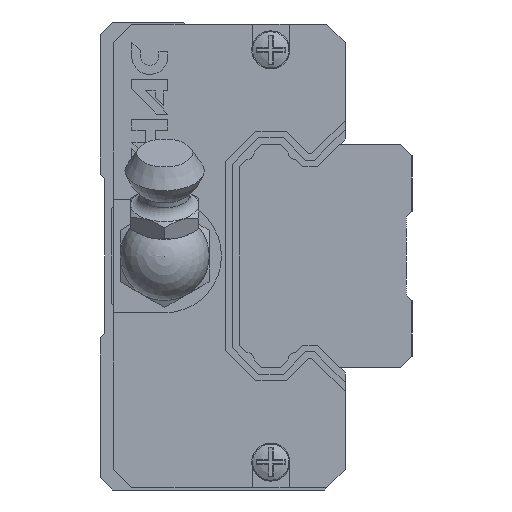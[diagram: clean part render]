
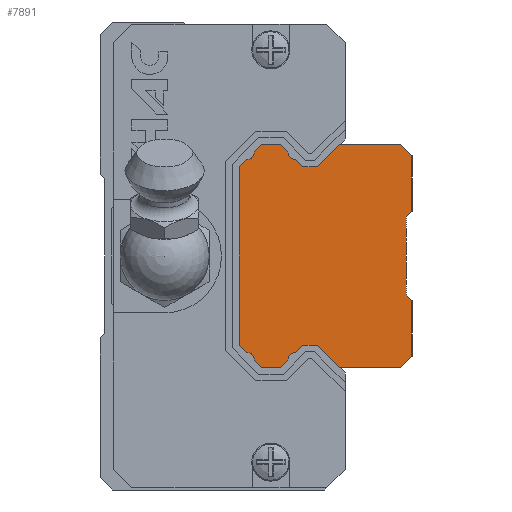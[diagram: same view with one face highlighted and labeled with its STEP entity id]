
A CAD part, left-side view. The second image highlights one B-rep face of the part: STEP entity #7891.
In plain terms, the highlighted planar face has unit normal (-1, 0, 0).
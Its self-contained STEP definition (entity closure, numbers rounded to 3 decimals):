
#136=CIRCLE('',#8390,0.654);
#140=CIRCLE('',#8410,0.654);
#142=CIRCLE('',#8416,0.654);
#150=CIRCLE('',#8428,0.654);
#533=ORIENTED_EDGE('',*,*,#2642,.F.);
#534=ORIENTED_EDGE('',*,*,#2769,.T.);
#535=ORIENTED_EDGE('',*,*,#2766,.F.);
#536=ORIENTED_EDGE('',*,*,#2720,.F.);
#537=ORIENTED_EDGE('',*,*,#2717,.F.);
#538=ORIENTED_EDGE('',*,*,#2714,.T.);
#539=ORIENTED_EDGE('',*,*,#2711,.F.);
#540=ORIENTED_EDGE('',*,*,#2708,.F.);
#541=ORIENTED_EDGE('',*,*,#2705,.F.);
#542=ORIENTED_EDGE('',*,*,#2702,.T.);
#543=ORIENTED_EDGE('',*,*,#2699,.F.);
#544=ORIENTED_EDGE('',*,*,#2696,.F.);
#545=ORIENTED_EDGE('',*,*,#2693,.F.);
#546=ORIENTED_EDGE('',*,*,#2690,.F.);
#547=ORIENTED_EDGE('',*,*,#2687,.F.);
#548=ORIENTED_EDGE('',*,*,#2684,.F.);
#549=ORIENTED_EDGE('',*,*,#2681,.F.);
#550=ORIENTED_EDGE('',*,*,#2678,.F.);
#551=ORIENTED_EDGE('',*,*,#2673,.F.);
#552=ORIENTED_EDGE('',*,*,#2670,.F.);
#553=ORIENTED_EDGE('',*,*,#2667,.F.);
#554=ORIENTED_EDGE('',*,*,#2664,.F.);
#555=ORIENTED_EDGE('',*,*,#2661,.F.);
#556=ORIENTED_EDGE('',*,*,#2658,.F.);
#557=ORIENTED_EDGE('',*,*,#2655,.F.);
#558=ORIENTED_EDGE('',*,*,#2652,.T.);
#559=ORIENTED_EDGE('',*,*,#2649,.F.);
#560=ORIENTED_EDGE('',*,*,#2646,.F.);
#2642=EDGE_CURVE('',#3789,#3790,#4564,.T.);
#2646=EDGE_CURVE('',#3790,#3793,#4568,.T.);
#2649=EDGE_CURVE('',#3793,#3795,#4571,.T.);
#2652=EDGE_CURVE('',#3797,#3795,#136,.T.);
#2655=EDGE_CURVE('',#3797,#3799,#4575,.T.);
#2658=EDGE_CURVE('',#3799,#3801,#4578,.T.);
#2661=EDGE_CURVE('',#3801,#3803,#4581,.T.);
#2664=EDGE_CURVE('',#3803,#3805,#4584,.T.);
#2667=EDGE_CURVE('',#3805,#3807,#4587,.T.);
#2670=EDGE_CURVE('',#3807,#3809,#4590,.T.);
#2673=EDGE_CURVE('',#3809,#3811,#4593,.T.);
#2678=EDGE_CURVE('',#3811,#3815,#4596,.T.);
#2681=EDGE_CURVE('',#3815,#3817,#4599,.T.);
#2684=EDGE_CURVE('',#3817,#3819,#4602,.T.);
#2687=EDGE_CURVE('',#3819,#3821,#4605,.T.);
#2690=EDGE_CURVE('',#3821,#3823,#4608,.T.);
#2693=EDGE_CURVE('',#3823,#3825,#4611,.T.);
#2696=EDGE_CURVE('',#3825,#3827,#4614,.T.);
#2699=EDGE_CURVE('',#3827,#3829,#4617,.T.);
#2702=EDGE_CURVE('',#3831,#3829,#140,.T.);
#2705=EDGE_CURVE('',#3831,#3833,#4621,.T.);
#2708=EDGE_CURVE('',#3833,#3835,#4624,.T.);
#2711=EDGE_CURVE('',#3835,#3837,#4627,.T.);
#2714=EDGE_CURVE('',#3839,#3837,#142,.T.);
#2717=EDGE_CURVE('',#3839,#3841,#4631,.T.);
#2720=EDGE_CURVE('',#3841,#3843,#4634,.T.);
#2766=EDGE_CURVE('',#3843,#3888,#4674,.T.);
#2769=EDGE_CURVE('',#3789,#3888,#150,.T.);
#3789=VERTEX_POINT('',#11179);
#3790=VERTEX_POINT('',#11180);
#3793=VERTEX_POINT('',#11188);
#3795=VERTEX_POINT('',#11194);
#3797=VERTEX_POINT('',#11200);
#3799=VERTEX_POINT('',#11206);
#3801=VERTEX_POINT('',#11212);
#3803=VERTEX_POINT('',#11218);
#3805=VERTEX_POINT('',#11224);
#3807=VERTEX_POINT('',#11230);
#3809=VERTEX_POINT('',#11236);
#3811=VERTEX_POINT('',#11242);
#3815=VERTEX_POINT('',#11252);
#3817=VERTEX_POINT('',#11258);
#3819=VERTEX_POINT('',#11264);
#3821=VERTEX_POINT('',#11270);
#3823=VERTEX_POINT('',#11276);
#3825=VERTEX_POINT('',#11282);
#3827=VERTEX_POINT('',#11288);
#3829=VERTEX_POINT('',#11294);
#3831=VERTEX_POINT('',#11300);
#3833=VERTEX_POINT('',#11306);
#3835=VERTEX_POINT('',#11312);
#3837=VERTEX_POINT('',#11318);
#3839=VERTEX_POINT('',#11324);
#3841=VERTEX_POINT('',#11330);
#3843=VERTEX_POINT('',#11336);
#3888=VERTEX_POINT('',#11428);
#4564=LINE('',#11178,#5528);
#4568=LINE('',#11187,#5532);
#4571=LINE('',#11193,#5535);
#4575=LINE('',#11205,#5539);
#4578=LINE('',#11211,#5542);
#4581=LINE('',#11217,#5545);
#4584=LINE('',#11223,#5548);
#4587=LINE('',#11229,#5551);
#4590=LINE('',#11235,#5554);
#4593=LINE('',#11241,#5557);
#4596=LINE('',#11251,#5560);
#4599=LINE('',#11257,#5563);
#4602=LINE('',#11263,#5566);
#4605=LINE('',#11269,#5569);
#4608=LINE('',#11275,#5572);
#4611=LINE('',#11281,#5575);
#4614=LINE('',#11287,#5578);
#4617=LINE('',#11293,#5581);
#4621=LINE('',#11305,#5585);
#4624=LINE('',#11311,#5588);
#4627=LINE('',#11317,#5591);
#4631=LINE('',#11329,#5595);
#4634=LINE('',#11335,#5598);
#4674=LINE('',#11427,#5638);
#5528=VECTOR('',#8998,1000.);
#5532=VECTOR('',#9004,1000.);
#5535=VECTOR('',#9009,1000.);
#5539=VECTOR('',#9021,1000.);
#5542=VECTOR('',#9026,1000.);
#5545=VECTOR('',#9031,1000.);
#5548=VECTOR('',#9036,1000.);
#5551=VECTOR('',#9041,1000.);
#5554=VECTOR('',#9046,1000.);
#5557=VECTOR('',#9051,1000.);
#5560=VECTOR('',#9060,1000.);
#5563=VECTOR('',#9065,1000.);
#5566=VECTOR('',#9070,1000.);
#5569=VECTOR('',#9075,1000.);
#5572=VECTOR('',#9080,1000.);
#5575=VECTOR('',#9085,1000.);
#5578=VECTOR('',#9090,1000.);
#5581=VECTOR('',#9095,1000.);
#5585=VECTOR('',#9107,1000.);
#5588=VECTOR('',#9112,1000.);
#5591=VECTOR('',#9117,1000.);
#5595=VECTOR('',#9129,1000.);
#5598=VECTOR('',#9134,1000.);
#5638=VECTOR('',#9188,1000.);
#6527=EDGE_LOOP('',(#533,#534,#535,#536,#537,#538,#539,#540,#541,#542,#543,
#544,#545,#546,#547,#548,#549,#550,#551,#552,#553,#554,#555,#556,#557,#558,
#559,#560));
#7033=FACE_BOUND('',#6527,.T.);
#7529=PLANE('',#8431);
#7891=ADVANCED_FACE('',(#7033),#7529,.F.);
#8390=AXIS2_PLACEMENT_3D('',#11199,#9014,#9015);
#8410=AXIS2_PLACEMENT_3D('',#11299,#9100,#9101);
#8416=AXIS2_PLACEMENT_3D('',#11323,#9122,#9123);
#8428=AXIS2_PLACEMENT_3D('',#11433,#9193,#9194);
#8431=AXIS2_PLACEMENT_3D('',#11436,#9199,#9200);
#8998=DIRECTION('',(0.,-0.707,0.707));
#9004=DIRECTION('',(0.,-1.,0.));
#9009=DIRECTION('',(0.,-0.707,-0.707));
#9014=DIRECTION('',(1.,0.,0.));
#9015=DIRECTION('',(0.,0.,-1.));
#9021=DIRECTION('',(0.,-0.707,-0.707));
#9026=DIRECTION('',(0.,-1.,0.));
#9031=DIRECTION('',(0.,-0.707,0.707));
#9036=DIRECTION('',(0.,-1.,0.));
#9041=DIRECTION('',(0.,-0.707,-0.707));
#9046=DIRECTION('',(0.,0.,-1.));
#9051=DIRECTION('',(0.,0.707,-0.707));
#9060=DIRECTION('',(0.,0.,-1.));
#9065=DIRECTION('',(0.,-0.707,-0.707));
#9070=DIRECTION('',(0.,0.,-1.));
#9075=DIRECTION('',(0.,0.707,-0.707));
#9080=DIRECTION('',(0.,1.,0.));
#9085=DIRECTION('',(0.,0.707,0.707));
#9090=DIRECTION('',(0.,1.,0.));
#9095=DIRECTION('',(0.,0.707,-0.707));
#9100=DIRECTION('',(1.,0.,0.));
#9101=DIRECTION('',(0.,0.,-1.));
#9107=DIRECTION('',(0.,0.707,-0.707));
#9112=DIRECTION('',(0.,1.,0.));
#9117=DIRECTION('',(0.,0.707,0.707));
#9122=DIRECTION('',(1.,0.,0.));
#9123=DIRECTION('',(0.,0.,-1.));
#9129=DIRECTION('',(0.,0.707,0.707));
#9134=DIRECTION('',(0.,0.,1.));
#9188=DIRECTION('',(0.,-0.707,0.707));
#9193=DIRECTION('',(1.,0.,0.));
#9194=DIRECTION('',(0.,0.,-1.));
#9199=DIRECTION('',(1.,0.,0.));
#9200=DIRECTION('',(0.,0.,-1.));
#11178=CARTESIAN_POINT('',(-50.,14.17,9.335));
#11179=CARTESIAN_POINT('',(-50.,14.17,9.335));
#11180=CARTESIAN_POINT('',(-50.,13.505,10.));
#11187=CARTESIAN_POINT('',(-50.,13.505,10.));
#11188=CARTESIAN_POINT('',(-50.,11.795,10.));
#11193=CARTESIAN_POINT('',(-50.,11.795,10.));
#11194=CARTESIAN_POINT('',(-50.,11.13,9.335));
#11199=CARTESIAN_POINT('',(-50.,10.476,9.324));
#11200=CARTESIAN_POINT('',(-50.,10.465,8.67));
#11205=CARTESIAN_POINT('',(-50.,10.465,8.67));
#11206=CARTESIAN_POINT('',(-50.,9.8,8.005));
#11211=CARTESIAN_POINT('',(-50.,9.8,8.005));
#11212=CARTESIAN_POINT('',(-50.,8.495,8.005));
#11217=CARTESIAN_POINT('',(-50.,8.495,8.005));
#11218=CARTESIAN_POINT('',(-50.,6.5,10.));
#11223=CARTESIAN_POINT('',(-50.,6.5,10.));
#11224=CARTESIAN_POINT('',(-50.,1.,10.));
#11229=CARTESIAN_POINT('',(-50.,1.,10.));
#11230=CARTESIAN_POINT('',(-50.,0.,9.));
#11235=CARTESIAN_POINT('',(-50.,0.,9.));
#11236=CARTESIAN_POINT('',(-50.,0.,4.));
#11241=CARTESIAN_POINT('',(-50.,0.,4.));
#11242=CARTESIAN_POINT('',(-50.,0.5,3.5));
#11251=CARTESIAN_POINT('',(-50.,0.5,3.5));
#11252=CARTESIAN_POINT('',(-50.,0.5,-3.5));
#11257=CARTESIAN_POINT('',(-50.,0.5,-3.5));
#11258=CARTESIAN_POINT('',(-50.,0.,-4.));
#11263=CARTESIAN_POINT('',(-50.,0.,-4.));
#11264=CARTESIAN_POINT('',(-50.,0.,-9.));
#11269=CARTESIAN_POINT('',(-50.,0.,-9.));
#11270=CARTESIAN_POINT('',(-50.,1.,-10.));
#11275=CARTESIAN_POINT('',(-50.,1.,-10.));
#11276=CARTESIAN_POINT('',(-50.,6.5,-10.));
#11281=CARTESIAN_POINT('',(-50.,6.5,-10.));
#11282=CARTESIAN_POINT('',(-50.,8.495,-8.005));
#11287=CARTESIAN_POINT('',(-50.,8.495,-8.005));
#11288=CARTESIAN_POINT('',(-50.,9.8,-8.005));
#11293=CARTESIAN_POINT('',(-50.,9.8,-8.005));
#11294=CARTESIAN_POINT('',(-50.,10.465,-8.67));
#11299=CARTESIAN_POINT('',(-50.,10.476,-9.324));
#11300=CARTESIAN_POINT('',(-50.,11.13,-9.335));
#11305=CARTESIAN_POINT('',(-50.,11.13,-9.335));
#11306=CARTESIAN_POINT('',(-50.,11.795,-10.));
#11311=CARTESIAN_POINT('',(-50.,11.795,-10.));
#11312=CARTESIAN_POINT('',(-50.,13.505,-10.));
#11317=CARTESIAN_POINT('',(-50.,13.505,-10.));
#11318=CARTESIAN_POINT('',(-50.,14.17,-9.335));
#11323=CARTESIAN_POINT('',(-50.,14.824,-9.324));
#11324=CARTESIAN_POINT('',(-50.,14.835,-8.67));
#11329=CARTESIAN_POINT('',(-50.,14.835,-8.67));
#11330=CARTESIAN_POINT('',(-50.,15.5,-8.005));
#11335=CARTESIAN_POINT('',(-50.,15.5,-8.005));
#11336=CARTESIAN_POINT('',(-50.,15.5,8.005));
#11427=CARTESIAN_POINT('',(-50.,15.5,8.005));
#11428=CARTESIAN_POINT('',(-50.,14.835,8.67));
#11433=CARTESIAN_POINT('',(-50.,14.824,9.324));
#11436=CARTESIAN_POINT('',(-50.,10.476,9.324));
